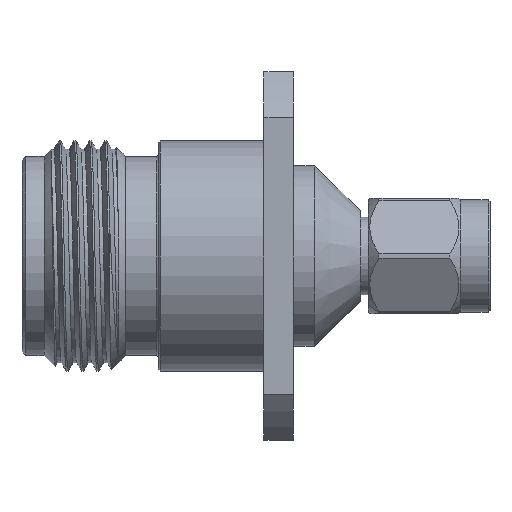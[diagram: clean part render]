
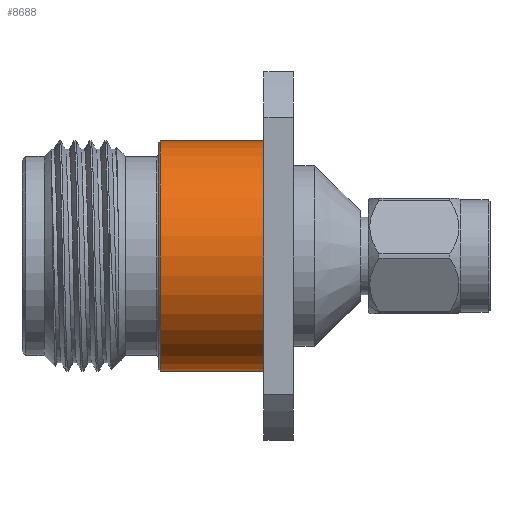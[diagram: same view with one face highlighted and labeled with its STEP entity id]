
A CAD part, front view. The second image highlights one B-rep face of the part: STEP entity #8688.
In plain terms, the highlighted cylindrical face has radius 7.938 mm (diameter 15.875 mm), a partial arc.
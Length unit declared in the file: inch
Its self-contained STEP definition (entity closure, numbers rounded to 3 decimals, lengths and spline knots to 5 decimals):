
#278 = DIRECTION ( 'NONE',  ( 1., 0., 0. ) ) ;
#354 = DIRECTION ( 'NONE',  ( 0., 0., 1. ) ) ;
#534 = EDGE_CURVE ( 'NONE', #2983, #3268, #4436, .T. ) ;
#559 = DIRECTION ( 'NONE',  ( 0., 0., -1. ) ) ;
#577 = VECTOR ( 'NONE', #1163, 39.37008 ) ;
#614 = CARTESIAN_POINT ( 'NONE',  ( 0.82, 0., 0.3125 ) ) ;
#641 = CIRCLE ( 'NONE', #1189, 0.3125 ) ;
#869 = AXIS2_PLACEMENT_3D ( 'NONE', #7751, #8416, #354 ) ;
#1163 = DIRECTION ( 'NONE',  ( -1., 0., 0. ) ) ;
#1189 = AXIS2_PLACEMENT_3D ( 'NONE', #6698, #2586, #559 ) ;
#1336 = ORIENTED_EDGE ( 'NONE', *, *, #6669, .T. ) ;
#1360 = LINE ( 'NONE', #614, #2523 ) ;
#1611 = EDGE_LOOP ( 'NONE', ( #1883, #3046, #6654, #1336 ) ) ;
#1787 = CARTESIAN_POINT ( 'NONE',  ( 0.375, 0., 0.3125 ) ) ;
#1883 = ORIENTED_EDGE ( 'NONE', *, *, #534, .F. ) ;
#2383 = FACE_OUTER_BOUND ( 'NONE', #1611, .T. ) ;
#2523 = VECTOR ( 'NONE', #7349, 39.37008 ) ;
#2586 = DIRECTION ( 'NONE',  ( 1., 0., 0. ) ) ;
#2604 = CIRCLE ( 'NONE', #3476, 0.3125 ) ;
#2672 = CARTESIAN_POINT ( 'NONE',  ( 0.656, 0., 0.3125 ) ) ;
#2983 = VERTEX_POINT ( 'NONE', #4524 ) ;
#3046 = ORIENTED_EDGE ( 'NONE', *, *, #4103, .F. ) ;
#3268 = VERTEX_POINT ( 'NONE', #5739 ) ;
#3476 = AXIS2_PLACEMENT_3D ( 'NONE', #8251, #278, #4872 ) ;
#4103 = EDGE_CURVE ( 'NONE', #4832, #2983, #641, .T. ) ;
#4436 = LINE ( 'NONE', #7865, #577 ) ;
#4524 = CARTESIAN_POINT ( 'NONE',  ( 0.656, 0., -0.3125 ) ) ;
#4832 = VERTEX_POINT ( 'NONE', #2672 ) ;
#4872 = DIRECTION ( 'NONE',  ( 0., 0., -1. ) ) ;
#5280 = CYLINDRICAL_SURFACE ( 'NONE', #869, 0.3125 ) ;
#5579 = VERTEX_POINT ( 'NONE', #1787 ) ;
#5739 = CARTESIAN_POINT ( 'NONE',  ( 0.375, 0., -0.3125 ) ) ;
#5971 = EDGE_CURVE ( 'NONE', #4832, #5579, #1360, .T. ) ;
#6654 = ORIENTED_EDGE ( 'NONE', *, *, #5971, .T. ) ;
#6669 = EDGE_CURVE ( 'NONE', #5579, #3268, #2604, .T. ) ;
#6698 = CARTESIAN_POINT ( 'NONE',  ( 0.656, 0., 0. ) ) ;
#7349 = DIRECTION ( 'NONE',  ( -1., 0., 0. ) ) ;
#7751 = CARTESIAN_POINT ( 'NONE',  ( 0.82, 0., 0. ) ) ;
#7865 = CARTESIAN_POINT ( 'NONE',  ( 0.82, 0., -0.3125 ) ) ;
#8251 = CARTESIAN_POINT ( 'NONE',  ( 0.375, 0., 0. ) ) ;
#8416 = DIRECTION ( 'NONE',  ( -1., 0., 0. ) ) ;
#8688 = ADVANCED_FACE ( 'NONE', ( #2383 ), #5280, .T. ) ;
